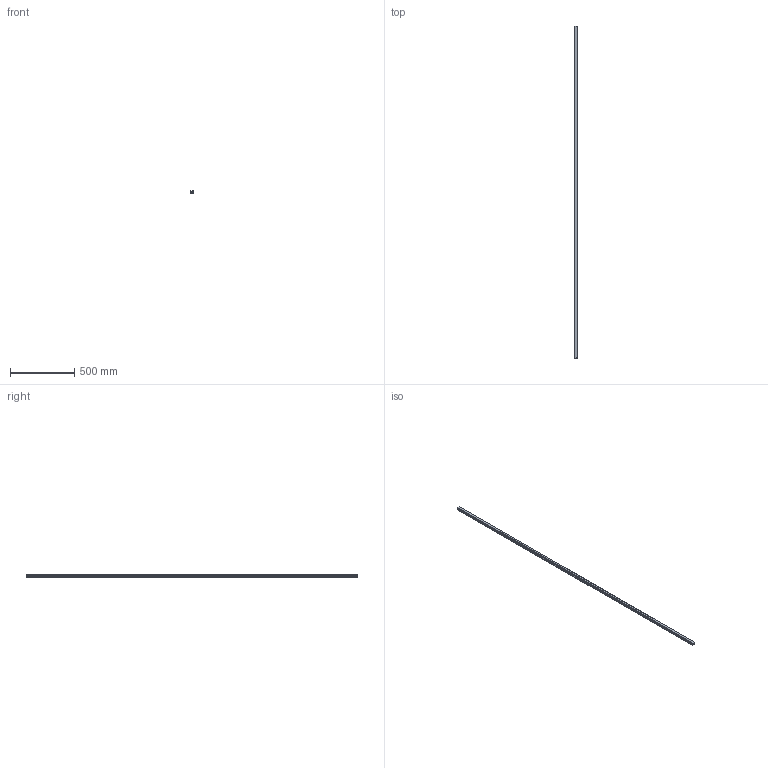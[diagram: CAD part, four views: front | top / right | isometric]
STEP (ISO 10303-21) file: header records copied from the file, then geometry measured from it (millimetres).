
FILE_DESCRIPTION(('STEP AP214'),'1');
FILE_NAME('cctmp_1820E83E-C0E3-42A4-B46D-7FDCDBC9F489_2021_01_25_14_49_41_0323..stp','2021-01-25T13:49:41',('HIWIN GmbH'),('CADClick - www.CADClick.com'),'Spatial InterOp 3D',' ','unknown authorization');
FILE_SCHEMA(('AUTOMOTIVE_DESIGN'));
Length unit declared in the file: millimetre
Products named in the file (1): HGR25T2590C_FILE
Bounding box: 23 x 2590 x 22 mm (x, y, z)
Volume: 1119846.6 mm3; surface area: 245943.6 mm2
Topology: 1 solids, 1 shells, 412 faces, 1261 edges, 769 vertices
Faces by surface type: plane 218, cylinder 108, cone 86
Entity records: 16955 total; most frequent: DIRECTION 2561, CARTESIAN_POINT 2357, ORIENTED_EDGE 2350, EDGE_CURVE 1175, AXIS2_PLACEMENT_3D 973, VERTEX_POINT 769, LINE 615, VECTOR 615
